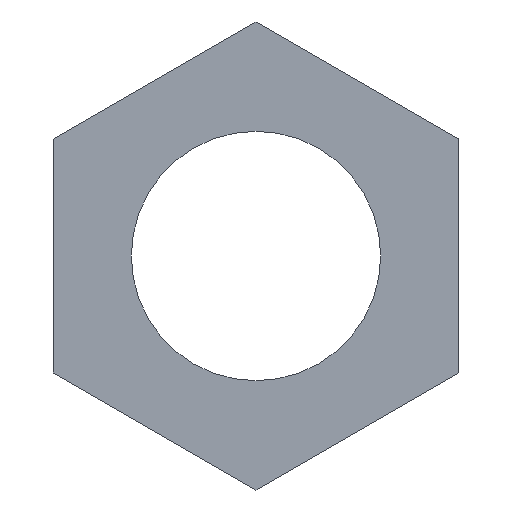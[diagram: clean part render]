
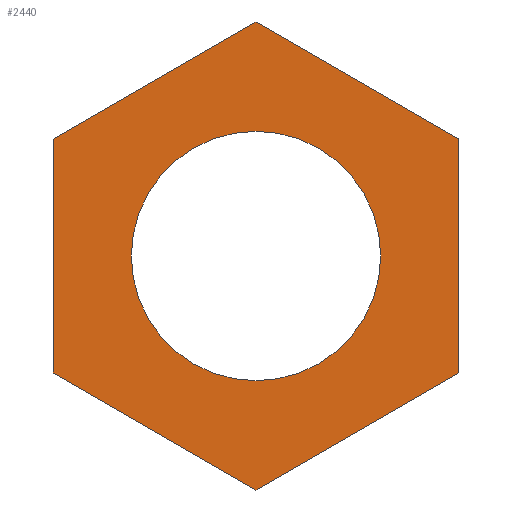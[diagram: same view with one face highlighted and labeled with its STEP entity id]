
A CAD part, front view. The second image highlights one B-rep face of the part: STEP entity #2440.
In plain terms, the highlighted planar face has unit normal (0, -1, 0).
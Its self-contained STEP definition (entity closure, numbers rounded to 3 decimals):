
#120=CARTESIAN_POINT('',(-157.188,-59.74,-90.753));
#130=VERTEX_POINT('',#120);
#160=CARTESIAN_POINT('',(-157.188,-59.74,-90.753));
#170=DIRECTION('',(0.866,0.,-0.5));
#180=VECTOR('',#170,1.);
#190=LINE('',#160,#180);
#200=CARTESIAN_POINT('',(-150.688,-59.74,-94.506));
#210=VERTEX_POINT('',#200);
#220=EDGE_CURVE('',#130,#210,#190,.T.);
#1120=CARTESIAN_POINT('',(-157.188,-59.74,-83.247));
#1130=VERTEX_POINT('',#1120);
#1160=CARTESIAN_POINT('',(-157.188,-59.74,-90.753));
#1170=DIRECTION('',(0.,0.,1.));
#1180=VECTOR('',#1170,1.);
#1190=LINE('',#1160,#1180);
#1200=EDGE_CURVE('',#130,#1130,#1190,.T.);
#1360=CARTESIAN_POINT('',(-150.688,-59.74,-79.494));
#1370=VERTEX_POINT('',#1360);
#1400=CARTESIAN_POINT('',(-150.688,-59.74,-79.494));
#1410=DIRECTION('',(-0.866,0.,-0.5));
#1420=VECTOR('',#1410,1.);
#1430=LINE('',#1400,#1420);
#1440=EDGE_CURVE('',#1370,#1130,#1430,.T.);
#1600=CARTESIAN_POINT('',(-144.188,-59.74,-83.247));
#1610=VERTEX_POINT('',#1600);
#1640=CARTESIAN_POINT('',(-144.188,-59.74,-83.247));
#1650=DIRECTION('',(-0.866,0.,0.5));
#1660=VECTOR('',#1650,1.);
#1670=LINE('',#1640,#1660);
#1680=EDGE_CURVE('',#1610,#1370,#1670,.T.);
#1840=CARTESIAN_POINT('',(-144.188,-59.74,-90.753));
#1850=VERTEX_POINT('',#1840);
#1880=CARTESIAN_POINT('',(-144.188,-59.74,-83.247));
#1890=DIRECTION('',(0.,0.,-1.));
#1900=VECTOR('',#1890,1.);
#1910=LINE('',#1880,#1900);
#1920=EDGE_CURVE('',#1610,#1850,#1910,.T.);
#2050=CARTESIAN_POINT('',(-150.688,-59.74,-94.506));
#2060=DIRECTION('',(0.866,0.,0.5));
#2070=VECTOR('',#2060,1.);
#2080=LINE('',#2050,#2070);
#2090=EDGE_CURVE('',#210,#1850,#2080,.T.);
#2160=CARTESIAN_POINT('',(0.,-59.74,0.));
#2170=DIRECTION('',(0.,-1.,0.));
#2180=DIRECTION('',(-1.,0.,0.));
#2190=AXIS2_PLACEMENT_3D('',#2160,#2170,#2180);
#2200=PLANE('',#2190);
#2210=ORIENTED_EDGE('',*,*,#1200,.F.);
#2220=ORIENTED_EDGE('',*,*,#1440,.T.);
#2230=ORIENTED_EDGE('',*,*,#1680,.T.);
#2240=ORIENTED_EDGE('',*,*,#1920,.F.);
#2250=ORIENTED_EDGE('',*,*,#2090,.T.);
#2260=ORIENTED_EDGE('',*,*,#220,.T.);
#2270=EDGE_LOOP('',(#2260,#2250,#2240,#2230,#2220,#2210));
#2280=FACE_OUTER_BOUND('',#2270,.T.);
#2290=CARTESIAN_POINT('',(-150.688,-59.74,-87.));
#2300=DIRECTION('',(0.,1.,0.));
#2310=DIRECTION('',(1.,0.,0.));
#2320=AXIS2_PLACEMENT_3D('',#2290,#2300,#2310);
#2330=CIRCLE('',#2320,4.);
#2340=CARTESIAN_POINT('',(-146.688,-59.74,-87.));
#2350=VERTEX_POINT('',#2340);
#2360=CARTESIAN_POINT('',(-154.688,-59.74,-87.));
#2370=VERTEX_POINT('',#2360);
#2380=EDGE_CURVE('',#2350,#2370,#2330,.T.);
#2390=ORIENTED_EDGE('',*,*,#2380,.T.);
#2400=EDGE_CURVE('',#2370,#2350,#2330,.T.);
#2410=ORIENTED_EDGE('',*,*,#2400,.T.);
#2420=EDGE_LOOP('',(#2410,#2390));
#2430=FACE_BOUND('',#2420,.T.);
#2440=ADVANCED_FACE('',(#2280,#2430),#2200,.T.);
